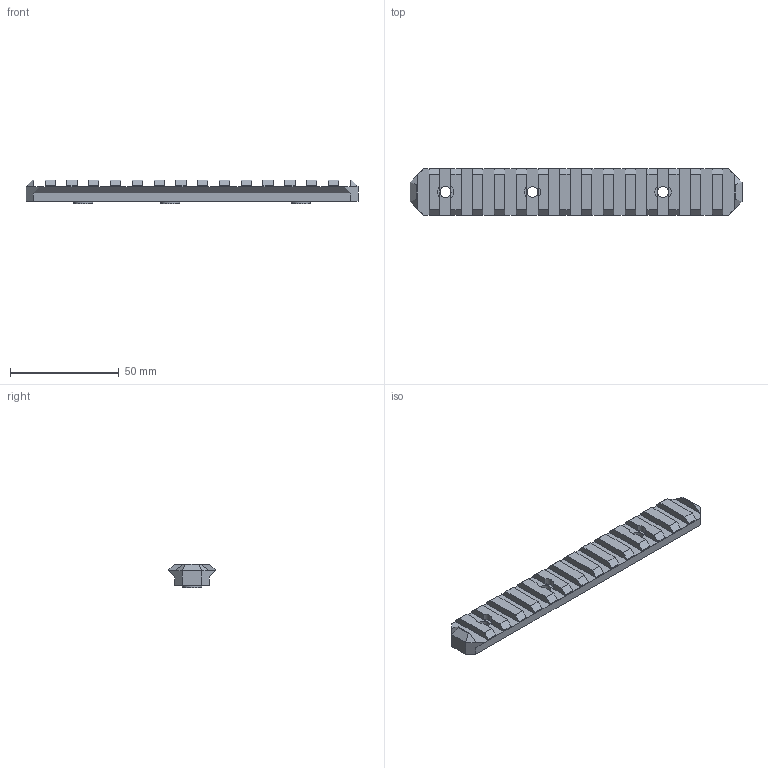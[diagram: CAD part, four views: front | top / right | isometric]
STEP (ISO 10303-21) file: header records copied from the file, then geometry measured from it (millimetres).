
FILE_DESCRIPTION(('FreeCAD Model'),'2;1');
FILE_NAME('Open CASCADE Shape Model','2024-07-25T13:13:57',(''),(''), 'Open CASCADE STEP processor 7.6','FreeCAD','Unknown');
FILE_SCHEMA(('AUTOMOTIVE_DESIGN { 1 0 10303 214 1 1 1 1 }'));
Length unit declared in the file: millimetre
Products named in the file (1): GROVTEC GTSW230 RAIL_6inch_15slot_keymod
Bounding box: 152.38 x 21.21 x 10.81 mm (x, y, z)
Volume: 20579.3 mm3; surface area: 10295 mm2
Topology: 1 solids, 1 shells, 157 faces, 408 edges, 254 vertices
Faces by surface type: plane 145, cylinder 12
Full cylindrical faces by diameter (mm): 5 x3, 8.86 x3
Entity records: 4698 total; most frequent: CARTESIAN_POINT 820, ORIENTED_EDGE 816, DIRECTION 758, EDGE_CURVE 408, LINE 374, VECTOR 374, VERTEX_POINT 254, AXIS2_PLACEMENT_3D 192
